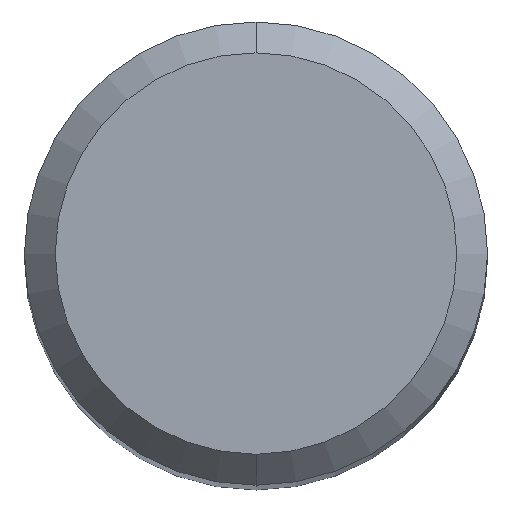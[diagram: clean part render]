
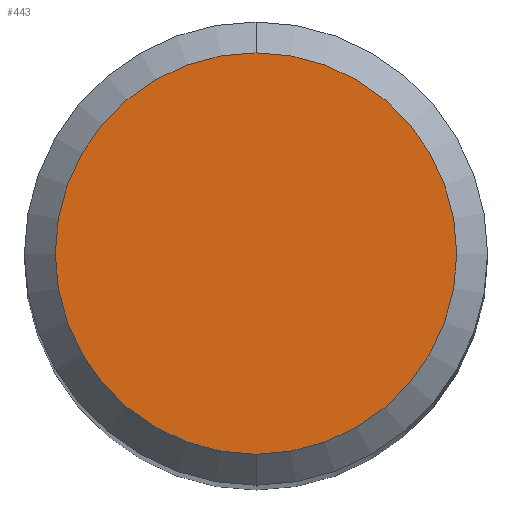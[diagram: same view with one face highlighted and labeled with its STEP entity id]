
A CAD part, top view. The second image highlights one B-rep face of the part: STEP entity #443.
In plain terms, the highlighted planar face has unit normal (0, 0, 1).
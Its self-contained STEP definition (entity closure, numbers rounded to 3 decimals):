
#261=VERTEX_POINT('',#569);
#265=VERTEX_POINT('',#573);
#283=EDGE_CURVE('',#265,#261,#592,.T.);
#375=EDGE_CURVE('',#261,#265,#692,.T.);
#443=ADVANCED_FACE('',(#768),#769,.T.);
#569=CARTESIAN_POINT('',(0.,-2.6,0.0));
#573=CARTESIAN_POINT('',(0.0,2.6,0.0));
#592=CIRCLE('',#1050,2.6);
#692=CIRCLE('',#1224,2.6);
#768=FACE_OUTER_BOUND('',#1395,.T.);
#769=PLANE('',#1396);
#1050=AXIS2_PLACEMENT_3D('',#1535,#1536,#1537);
#1224=AXIS2_PLACEMENT_3D('',#1649,#1650,#1651);
#1395=EDGE_LOOP('',(#1736,#1737));
#1396=AXIS2_PLACEMENT_3D('',#1738,#1739,#1740);
#1535=CARTESIAN_POINT('',(0.0,0.0,0.0));
#1536=DIRECTION('',(0.0,0.0,-1.0));
#1537=DIRECTION('',(0.0,1.0,0.0));
#1649=CARTESIAN_POINT('',(0.0,0.0,0.0));
#1650=DIRECTION('',(0.0,0.0,-1.0));
#1651=DIRECTION('',(0.0,1.0,0.0));
#1736=ORIENTED_EDGE('',*,*,#283,.F.);
#1737=ORIENTED_EDGE('',*,*,#375,.F.);
#1738=CARTESIAN_POINT('',(0.0,1.3,0.0));
#1739=DIRECTION('',(-0.0,0.0,1.0));
#1740=DIRECTION('',(0.0,-1.0,0.0));
